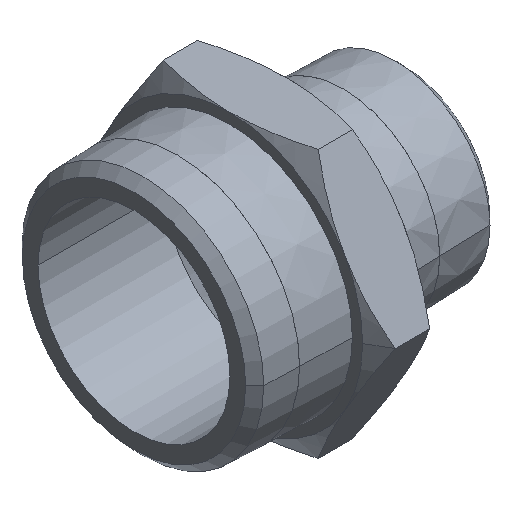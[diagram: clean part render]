
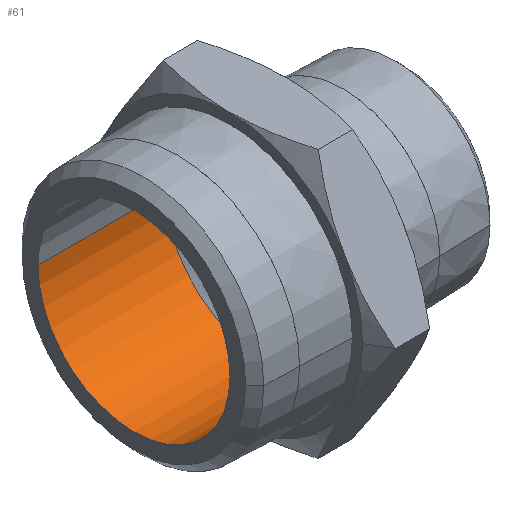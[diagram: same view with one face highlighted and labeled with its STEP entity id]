
A CAD part, isometric view. The second image highlights one B-rep face of the part: STEP entity #61.
In plain terms, the highlighted cylindrical face has radius 16.5 mm (diameter 33 mm), a partial arc.
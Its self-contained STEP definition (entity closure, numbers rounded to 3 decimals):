
#61=ADVANCED_FACE('',(#129),#130,.F.);
#129=FACE_OUTER_BOUND('',#241,.T.);
#130=CYLINDRICAL_SURFACE('',#242,16.5);
#241=EDGE_LOOP('',(#422,#423,#424,#425));
#242=AXIS2_PLACEMENT_3D('',#426,#427,#428);
#422=ORIENTED_EDGE('',*,*,#737,.T.);
#423=ORIENTED_EDGE('',*,*,#740,.F.);
#424=ORIENTED_EDGE('',*,*,#738,.T.);
#425=ORIENTED_EDGE('',*,*,#741,.T.);
#426=CARTESIAN_POINT('',(10.5,0.0,0.0));
#427=DIRECTION('',(1.0,0.0,0.0));
#428=DIRECTION('',(0.0,1.0,0.0));
#737=EDGE_CURVE('',#880,#885,#886,.T.);
#738=EDGE_CURVE('',#887,#882,#888,.T.);
#740=EDGE_CURVE('',#887,#885,#890,.T.);
#741=EDGE_CURVE('',#882,#880,#891,.T.);
#880=VERTEX_POINT('',#1112);
#882=VERTEX_POINT('',#1115);
#885=VERTEX_POINT('',#1119);
#886=LINE('',#1120,#1121);
#887=VERTEX_POINT('',#1122);
#888=LINE('',#1123,#1124);
#890=CIRCLE('',#1126,16.5);
#891=CIRCLE('',#1127,16.5);
#1112=CARTESIAN_POINT('',(22.0,16.5,0.0));
#1115=CARTESIAN_POINT('',(22.0,-16.5,0.));
#1119=CARTESIAN_POINT('',(0.,16.5,0.));
#1120=CARTESIAN_POINT('',(10.5,16.5,0.));
#1121=VECTOR('',#1509,1.0);
#1122=CARTESIAN_POINT('',(0.0,-16.5,0.));
#1123=CARTESIAN_POINT('',(10.5,-16.5,0.));
#1124=VECTOR('',#1510,1.0);
#1126=AXIS2_PLACEMENT_3D('',#1514,#1515,#1516);
#1127=AXIS2_PLACEMENT_3D('',#1517,#1518,#1519);
#1509=DIRECTION('',(-1.0,-0.0,0.0));
#1510=DIRECTION('',(1.0,-0.0,0.0));
#1514=CARTESIAN_POINT('',(0.0,0.0,0.0));
#1515=DIRECTION('',(1.0,0.,0.0));
#1516=DIRECTION('',(0.,1.0,0.0));
#1517=CARTESIAN_POINT('',(22.0,0.0,0.0));
#1518=DIRECTION('',(1.0,0.0,0.0));
#1519=DIRECTION('',(0.0,1.0,0.0));
